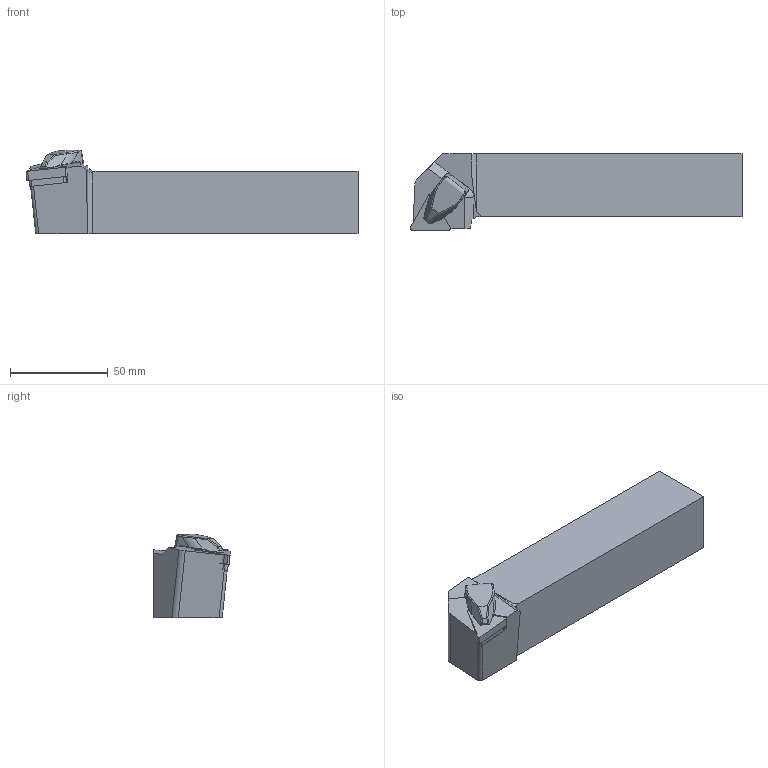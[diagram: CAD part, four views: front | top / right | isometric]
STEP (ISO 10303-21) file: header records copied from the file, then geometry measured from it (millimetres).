
FILE_DESCRIPTION(/* description */ (''),/* implementation_level */ '2;1');
FILE_NAME(/* name */ 'TTGNR-3232-P22.stp',/* time_stamp */ '2023-10-17T13:18:45+03:00',/* author */ (''),/* organization */ (''),/* preprocessor_version */ 'ST-DEVELOPER v19.4',/* originating_system */ 'SIEMENS PLM Software NX2306.3001',/* authorisation */ '');
FILE_SCHEMA (('AUTOMOTIVE_DESIGN { 1 0 10303 214 3 1 1 1 }'));
Length unit declared in the file: millimetre
Products named in the file (1): TTGNR-3232-P22
Bounding box: 170 x 39 x 42.83 mm (x, y, z)
Volume: 175737 mm3; surface area: 25349.2 mm2
Topology: 2 solids, 2 shells, 116 faces, 295 edges, 181 vertices
Faces by surface type: plane 49, cylinder 45, bspline 17, torus 2, sphere 2, cone 1
Full cylindrical faces by diameter (mm): 4.4 x1, 6.4 x1
Entity records: 3871 total; most frequent: CARTESIAN_POINT 1088, DIRECTION 583, ORIENTED_EDGE 576, EDGE_CURVE 288, AXIS2_PLACEMENT_3D 210, VERTEX_POINT 181, LINE 163, VECTOR 163
